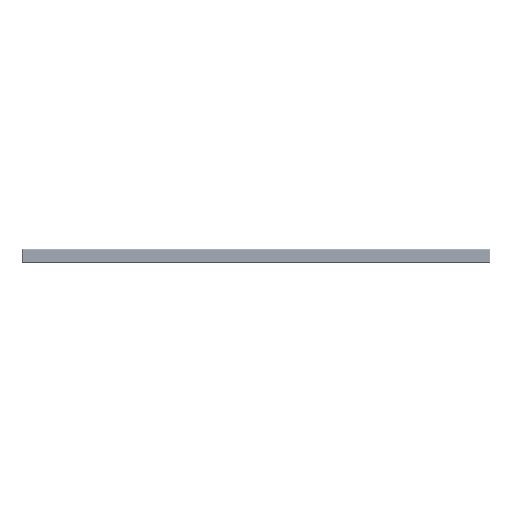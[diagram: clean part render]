
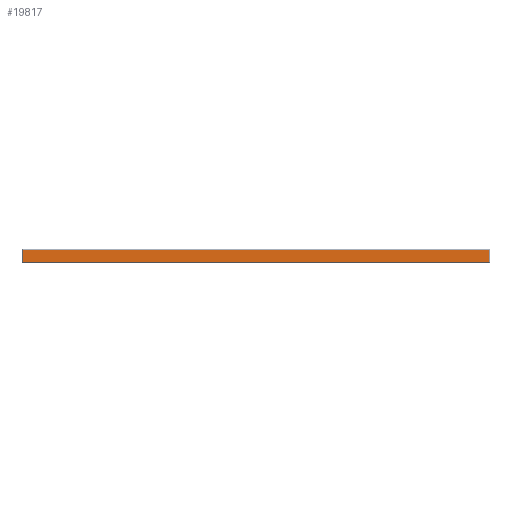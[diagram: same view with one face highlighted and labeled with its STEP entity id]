
A CAD part, front view. The second image highlights one B-rep face of the part: STEP entity #19817.
In plain terms, the highlighted planar face has unit normal (0, -1, 0).
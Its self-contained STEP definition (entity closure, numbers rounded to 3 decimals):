
#12220=FACE_OUTER_BOUND('',#45317,.T.);
#19817=ADVANCED_FACE('',(#12220),#28985,.T.);
#28985=PLANE('',#180590);
#45317=EDGE_LOOP('',(#57037,#57038,#57039,#57040));
#57037=ORIENTED_EDGE('',*,*,#121455,.T.);
#57038=ORIENTED_EDGE('',*,*,#121456,.T.);
#57039=ORIENTED_EDGE('',*,*,#121457,.T.);
#57040=ORIENTED_EDGE('',*,*,#121458,.T.);
#104983=VERTEX_POINT('',#237432);
#104984=VERTEX_POINT('',#237433);
#104985=VERTEX_POINT('',#237435);
#104986=VERTEX_POINT('',#237437);
#121455=EDGE_CURVE('',#104983,#104984,#145339,.T.);
#121456=EDGE_CURVE('',#104984,#104985,#145340,.T.);
#121457=EDGE_CURVE('',#104985,#104986,#145341,.T.);
#121458=EDGE_CURVE('',#104986,#104983,#145342,.T.);
#145339=LINE('',#237431,#162991);
#145340=LINE('',#237434,#162992);
#145341=LINE('',#237436,#162993);
#145342=LINE('',#237438,#162994);
#162991=VECTOR('',#193556,1.);
#162992=VECTOR('',#193557,1.);
#162993=VECTOR('',#193558,1.);
#162994=VECTOR('',#193559,1.);
#180590=AXIS2_PLACEMENT_3D('',#237439,#193560,#193561);
#193556=DIRECTION('',(1.,0.,0.));
#193557=DIRECTION('',(0.,0.,1.));
#193558=DIRECTION('',(-1.,0.,0.));
#193559=DIRECTION('',(0.,0.,-1.));
#193560=DIRECTION('',(0.,-1.,0.));
#193561=DIRECTION('',(0.,0.,1.));
#237431=CARTESIAN_POINT('',(250.,0.,0.75));
#237432=CARTESIAN_POINT('',(0.725,0.,0.75));
#237433=CARTESIAN_POINT('',(499.275,0.,0.75));
#237434=CARTESIAN_POINT('',(499.275,0.,0.));
#237435=CARTESIAN_POINT('',(499.275,0.,14.25));
#237436=CARTESIAN_POINT('',(250.,0.,14.25));
#237437=CARTESIAN_POINT('',(0.725,0.,14.25));
#237438=CARTESIAN_POINT('',(0.725,0.,0.));
#237439=CARTESIAN_POINT('',(250.,0.,0.));
